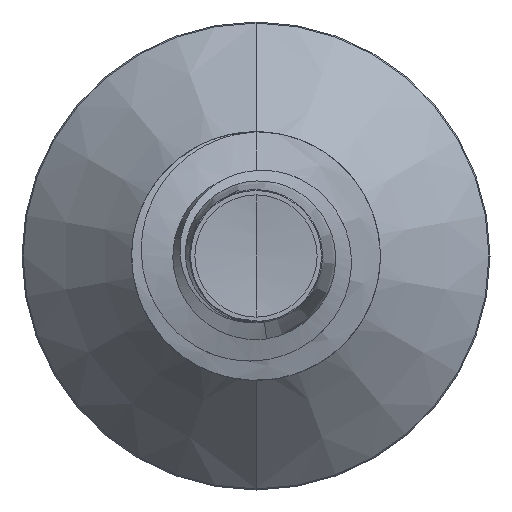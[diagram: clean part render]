
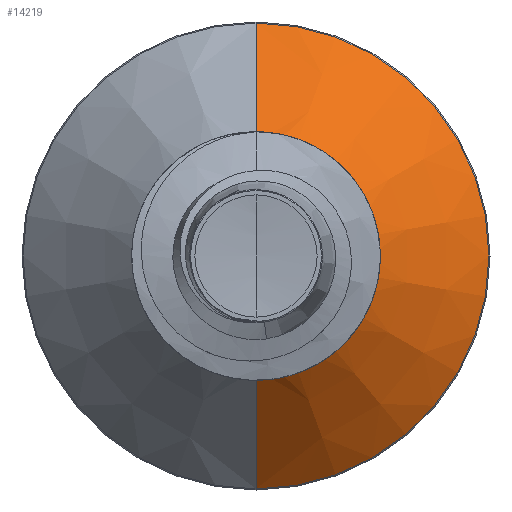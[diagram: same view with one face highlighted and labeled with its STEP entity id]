
A CAD part, front view. The second image highlights one B-rep face of the part: STEP entity #14219.
In plain terms, the highlighted conical face has half-angle 45 degrees and reference radius 2.744 mm.
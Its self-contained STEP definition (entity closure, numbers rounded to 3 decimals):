
#4509 = AXIS2_PLACEMENT_3D ( 'NONE', #12855, #12763, #12728 ) ;
#4926 = DIRECTION ( 'NONE',  ( 0., 0.707, 0.707 ) ) ;
#5005 = CARTESIAN_POINT ( 'NONE',  ( 0., 18.745, 2.745 ) ) ;
#5593 = EDGE_LOOP ( 'NONE', ( #14093, #13887, #13756, #13667 ) ) ;
#5730 = AXIS2_PLACEMENT_3D ( 'NONE', #6726, #6700, #6645 ) ;
#5878 = CARTESIAN_POINT ( 'NONE',  ( 0., 18.745, 2.745 ) ) ;
#5912 = CARTESIAN_POINT ( 'NONE',  ( 0., 18.745, -2.745 ) ) ;
#6645 = DIRECTION ( 'NONE',  ( 0., 0., 1. ) ) ;
#6700 = DIRECTION ( 'NONE',  ( 0., 1., 0. ) ) ;
#6726 = CARTESIAN_POINT ( 'NONE',  ( 0., 21.624, 0. ) ) ;
#7234 = CIRCLE ( 'NONE', #4509, 2.745 ) ;
#7282 = CONICAL_SURFACE ( 'NONE', #9238, 2.745, 0.785 ) ;
#8230 = CARTESIAN_POINT ( 'NONE',  ( 0., 21.624, -5.624 ) ) ;
#8391 = CARTESIAN_POINT ( 'NONE',  ( 0., 18.745, 0. ) ) ;
#8420 = DIRECTION ( 'NONE',  ( 0., 0., 1. ) ) ;
#8699 = VECTOR ( 'NONE', #10457, 1000. ) ;
#9155 = DIRECTION ( 'NONE',  ( 0., 1., 0. ) ) ;
#9238 = AXIS2_PLACEMENT_3D ( 'NONE', #8391, #9155, #8420 ) ;
#10457 = DIRECTION ( 'NONE',  ( 0., 0.707, -0.707 ) ) ;
#10755 = CARTESIAN_POINT ( 'NONE',  ( 0., 18.745, -2.745 ) ) ;
#10844 = VERTEX_POINT ( 'NONE', #18713 ) ;
#12728 = DIRECTION ( 'NONE',  ( 0., 0., 1. ) ) ;
#12763 = DIRECTION ( 'NONE',  ( 0., 1., 0. ) ) ;
#12855 = CARTESIAN_POINT ( 'NONE',  ( 0., 18.745, 0. ) ) ;
#13667 = ORIENTED_EDGE ( 'NONE', *, *, #16737, .F. ) ;
#13756 = ORIENTED_EDGE ( 'NONE', *, *, #16598, .F. ) ;
#13887 = ORIENTED_EDGE ( 'NONE', *, *, #16559, .T. ) ;
#14093 = ORIENTED_EDGE ( 'NONE', *, *, #16967, .T. ) ;
#14219 = ADVANCED_FACE ( 'NONE', ( #17593 ), #7282, .T. ) ;
#14401 = VERTEX_POINT ( 'NONE', #8230 ) ;
#15369 = VERTEX_POINT ( 'NONE', #5878 ) ;
#15371 = VERTEX_POINT ( 'NONE', #5912 ) ;
#16559 = EDGE_CURVE ( 'NONE', #15371, #14401, #17959, .T. ) ;
#16598 = EDGE_CURVE ( 'NONE', #10844, #14401, #17712, .T. ) ;
#16737 = EDGE_CURVE ( 'NONE', #15369, #10844, #18956, .T. ) ;
#16967 = EDGE_CURVE ( 'NONE', #15369, #15371, #7234, .T. ) ;
#17593 = FACE_OUTER_BOUND ( 'NONE', #5593, .T. ) ;
#17712 = CIRCLE ( 'NONE', #5730, 5.624 ) ;
#17959 = LINE ( 'NONE', #10755, #8699 ) ;
#18713 = CARTESIAN_POINT ( 'NONE',  ( 0., 21.624, 5.624 ) ) ;
#18749 = VECTOR ( 'NONE', #4926, 1000. ) ;
#18956 = LINE ( 'NONE', #5005, #18749 ) ;
